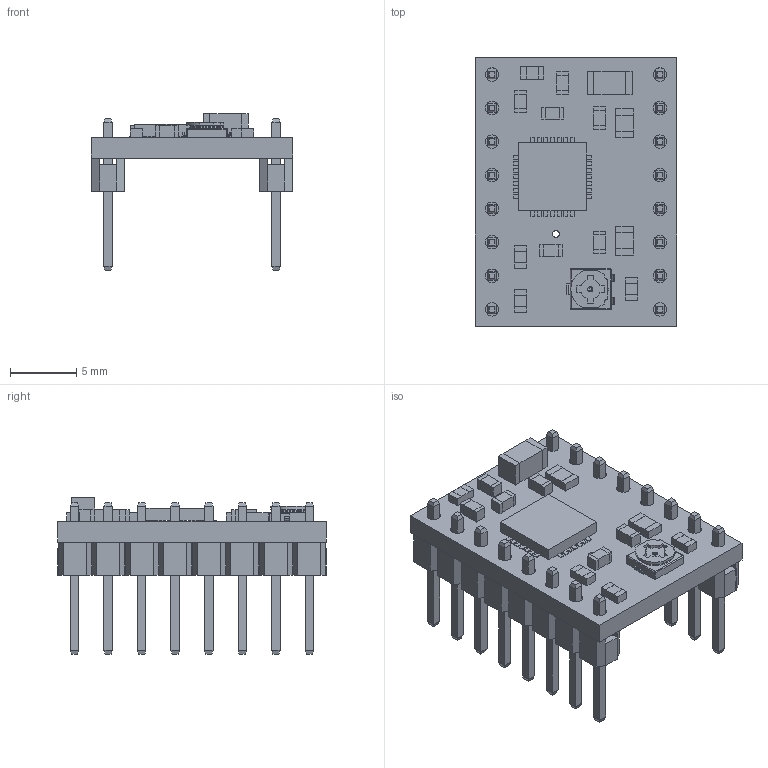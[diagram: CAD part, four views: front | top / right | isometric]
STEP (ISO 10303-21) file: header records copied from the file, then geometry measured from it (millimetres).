
FILE_DESCRIPTION (( 'STEP AP214' ), '1' );
FILE_NAME ('a4988-stepper-motor-driver-carrier-black-edition.step', '2016-10-25T20:59:31', ( '' ), ( '' ), 'SwSTEP 2.0', 'SolidWorks 2016', '' );
FILE_SCHEMA (( 'AUTOMOTIVE_DESIGN' ));
Length unit declared in the file: millimetre
Products named in the file (1): a4988-stepper-motor-driver-carrier-black-edition
Bounding box: 15.24 x 20.32 x 11.87 mm (x, y, z)
Volume: 797.7 mm3; surface area: 1824 mm2
Topology: 3 solids, 3 shells, 928 faces, 2605 edges, 1739 vertices
Faces by surface type: plane 859, cylinder 59, bspline 10
Entity records: 38623 total; most frequent: CARTESIAN_POINT 6985, ORIENTED_EDGE 5202, DIRECTION 4152, EDGE_CURVE 2601, LINE 2054, VECTOR 2054, VERTEX_POINT 1739, EDGE_LOOP 1076
